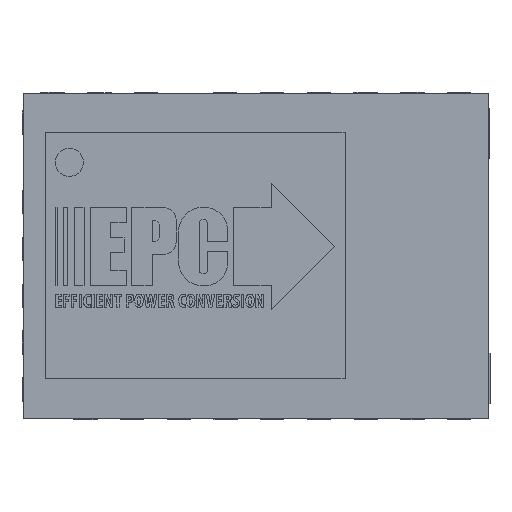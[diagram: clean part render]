
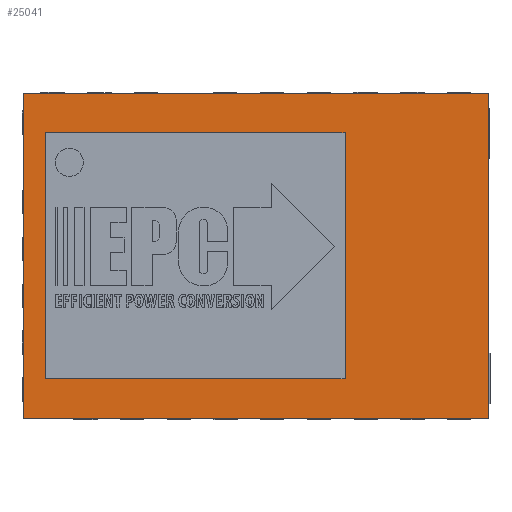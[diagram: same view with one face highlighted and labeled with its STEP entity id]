
A CAD part, top view. The second image highlights one B-rep face of the part: STEP entity #25041.
In plain terms, the highlighted planar face has unit normal (0, 0, 1).
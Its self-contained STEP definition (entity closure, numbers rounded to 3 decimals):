
#24912 = VERTEX_POINT('',#24913);
#24913 = CARTESIAN_POINT('',(2.488,-1.737,0.4));
#24919 = EDGE_CURVE('',#24912,#24920,#24922,.T.);
#24920 = VERTEX_POINT('',#24921);
#24921 = CARTESIAN_POINT('',(-2.488,-1.737,0.4));
#24922 = LINE('',#24923,#24924);
#24923 = CARTESIAN_POINT('',(2.488,-1.737,0.4));
#24924 = VECTOR('',#24925,1.);
#24925 = DIRECTION('',(-1.,0.,0.));
#24950 = EDGE_CURVE('',#24920,#24951,#24953,.T.);
#24951 = VERTEX_POINT('',#24952);
#24952 = CARTESIAN_POINT('',(-2.488,1.737,0.4));
#24953 = LINE('',#24954,#24955);
#24954 = CARTESIAN_POINT('',(-2.488,-1.737,0.4));
#24955 = VECTOR('',#24956,1.);
#24956 = DIRECTION('',(0.,1.,0.));
#24981 = EDGE_CURVE('',#24951,#24982,#24984,.T.);
#24982 = VERTEX_POINT('',#24983);
#24983 = CARTESIAN_POINT('',(2.488,1.737,0.4));
#24984 = LINE('',#24985,#24986);
#24985 = CARTESIAN_POINT('',(-2.488,1.737,0.4));
#24986 = VECTOR('',#24987,1.);
#24987 = DIRECTION('',(1.,0.,0.));
#25012 = EDGE_CURVE('',#24982,#24912,#25013,.T.);
#25013 = LINE('',#25014,#25015);
#25014 = CARTESIAN_POINT('',(2.488,1.737,0.4));
#25015 = VECTOR('',#25016,1.);
#25016 = DIRECTION('',(0.,-1.,0.));
#25041 = ADVANCED_FACE('',(#25042),#25048,.T.);
#25042 = FACE_BOUND('',#25043,.F.);
#25043 = EDGE_LOOP('',(#25044,#25045,#25046,#25047));
#25044 = ORIENTED_EDGE('',*,*,#24919,.T.);
#25045 = ORIENTED_EDGE('',*,*,#24950,.T.);
#25046 = ORIENTED_EDGE('',*,*,#24981,.T.);
#25047 = ORIENTED_EDGE('',*,*,#25012,.T.);
#25048 = PLANE('',#25049);
#25049 = AXIS2_PLACEMENT_3D('',#25050,#25051,#25052);
#25050 = CARTESIAN_POINT('',(2.488,-1.737,0.4));
#25051 = DIRECTION('',(0.,0.,1.));
#25052 = DIRECTION('',(1.,0.,-0.));
